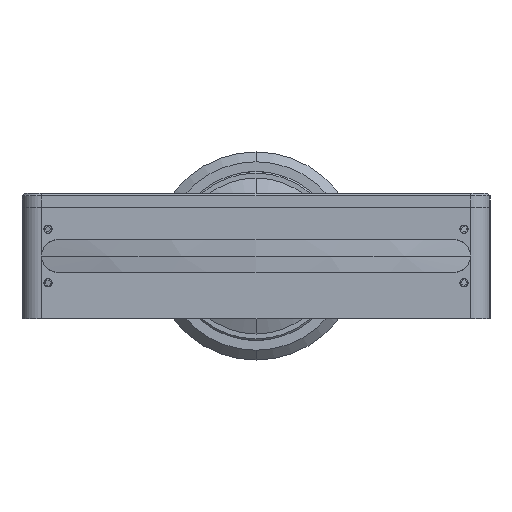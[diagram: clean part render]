
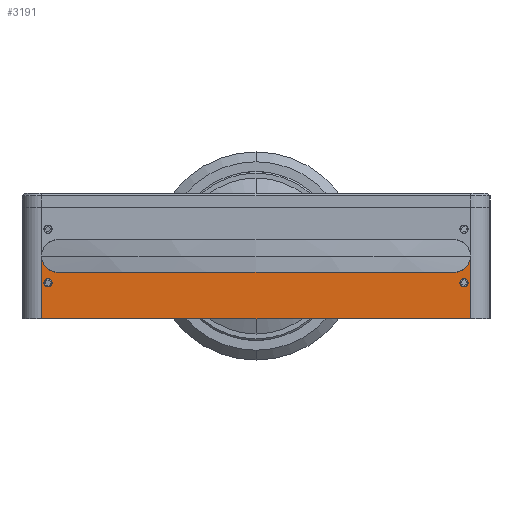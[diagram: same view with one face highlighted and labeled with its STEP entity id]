
A CAD part, front view. The second image highlights one B-rep face of the part: STEP entity #3191.
In plain terms, the highlighted planar face has unit normal (0, -1, 0).
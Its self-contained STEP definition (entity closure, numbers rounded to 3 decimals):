
#115 = DIRECTION ( 'NONE',  ( 0., 0., 1. ) ) ;
#594 = CIRCLE ( 'NONE', #10273, 5. ) ;
#776 = VECTOR ( 'NONE', #10343, 1000. ) ;
#888 = CARTESIAN_POINT ( 'NONE',  ( 66., -383.78, 0. ) ) ;
#1473 = CARTESIAN_POINT ( 'NONE',  ( -64., -383.78, -8.25 ) ) ;
#1495 = CARTESIAN_POINT ( 'NONE',  ( -64., -383.78, -9.5 ) ) ;
#1625 = CARTESIAN_POINT ( 'NONE',  ( -66., -383.78, -19.25 ) ) ;
#1778 = ORIENTED_EDGE ( 'NONE', *, *, #2901, .F. ) ;
#2183 = FACE_BOUND ( 'NONE', #16792, .T. ) ;
#2288 = AXIS2_PLACEMENT_3D ( 'NONE', #18514, #9310, #115 ) ;
#2503 = CIRCLE ( 'NONE', #19885, 1.25 ) ;
#2777 = CARTESIAN_POINT ( 'NONE',  ( 66., -383.78, -19.25 ) ) ;
#2901 = EDGE_CURVE ( 'NONE', #15875, #4628, #4368, .T. ) ;
#3033 = DIRECTION ( 'NONE',  ( 0., 0., -1. ) ) ;
#3138 = CARTESIAN_POINT ( 'NONE',  ( 66., -383.78, 287.75 ) ) ;
#3174 = VERTEX_POINT ( 'NONE', #9853 ) ;
#3191 = ADVANCED_FACE ( 'NONE', ( #17078, #2183, #9406 ), #3720, .F. ) ;
#3432 = LINE ( 'NONE', #10753, #15227 ) ;
#3434 = DIRECTION ( 'NONE',  ( 0., -1., 0. ) ) ;
#3720 = PLANE ( 'NONE',  #14305 ) ;
#3779 = CARTESIAN_POINT ( 'NONE',  ( 66., -383.78, 287.75 ) ) ;
#3893 = ORIENTED_EDGE ( 'NONE', *, *, #9593, .T. ) ;
#4103 = CARTESIAN_POINT ( 'NONE',  ( 64., -383.78, -8.25 ) ) ;
#4368 = CIRCLE ( 'NONE', #2288, 5. ) ;
#4628 = VERTEX_POINT ( 'NONE', #888 ) ;
#4764 = VERTEX_POINT ( 'NONE', #5900 ) ;
#4769 = EDGE_CURVE ( 'NONE', #4942, #10077, #12034, .T. ) ;
#4942 = VERTEX_POINT ( 'NONE', #1625 ) ;
#5132 = AXIS2_PLACEMENT_3D ( 'NONE', #1473, #12241, #3033 ) ;
#5305 = ORIENTED_EDGE ( 'NONE', *, *, #4769, .T. ) ;
#5349 = DIRECTION ( 'NONE',  ( 0., 0., 1. ) ) ;
#5595 = DIRECTION ( 'NONE',  ( 0., -1., 0. ) ) ;
#5596 = AXIS2_PLACEMENT_3D ( 'NONE', #4103, #14885, #5670 ) ;
#5651 = VECTOR ( 'NONE', #15437, 1000. ) ;
#5670 = DIRECTION ( 'NONE',  ( 0., 0., -1. ) ) ;
#5900 = CARTESIAN_POINT ( 'NONE',  ( -66., -383.78, 0. ) ) ;
#6467 = ORIENTED_EDGE ( 'NONE', *, *, #8921, .F. ) ;
#6773 = EDGE_CURVE ( 'NONE', #3174, #10797, #18184, .T. ) ;
#6991 = CARTESIAN_POINT ( 'NONE',  ( 66., -383.78, -19.25 ) ) ;
#7227 = EDGE_LOOP ( 'NONE', ( #19479, #1778, #14974, #7453, #3893, #5305 ) ) ;
#7453 = ORIENTED_EDGE ( 'NONE', *, *, #9009, .F. ) ;
#7457 = DIRECTION ( 'NONE',  ( 1., 0., 0. ) ) ;
#7991 = VECTOR ( 'NONE', #7457, 1000. ) ;
#8726 = ORIENTED_EDGE ( 'NONE', *, *, #15220, .F. ) ;
#8790 = CARTESIAN_POINT ( 'NONE',  ( 64., -383.78, -9.5 ) ) ;
#8921 = EDGE_CURVE ( 'NONE', #10797, #3174, #2503, .T. ) ;
#8931 = EDGE_LOOP ( 'NONE', ( #6467, #19605 ) ) ;
#8961 = LINE ( 'NONE', #19505, #776 ) ;
#8971 = DIRECTION ( 'NONE',  ( 0., -1., 0. ) ) ;
#9009 = EDGE_CURVE ( 'NONE', #4764, #9794, #594, .T. ) ;
#9310 = DIRECTION ( 'NONE',  ( 0., -1., 0. ) ) ;
#9406 = FACE_BOUND ( 'NONE', #8931, .T. ) ;
#9593 = EDGE_CURVE ( 'NONE', #4764, #4942, #8961, .T. ) ;
#9794 = VERTEX_POINT ( 'NONE', #18523 ) ;
#9853 = CARTESIAN_POINT ( 'NONE',  ( 64., -383.78, -7. ) ) ;
#10077 = VERTEX_POINT ( 'NONE', #6991 ) ;
#10273 = AXIS2_PLACEMENT_3D ( 'NONE', #14814, #5595, #16318 ) ;
#10343 = DIRECTION ( 'NONE',  ( 0., 0., -1. ) ) ;
#10753 = CARTESIAN_POINT ( 'NONE',  ( -61., -383.78, -5. ) ) ;
#10797 = VERTEX_POINT ( 'NONE', #8790 ) ;
#11173 = EDGE_CURVE ( 'NONE', #9794, #15875, #3432, .T. ) ;
#11619 = CIRCLE ( 'NONE', #17524, 1.25 ) ;
#12034 = LINE ( 'NONE', #2777, #7991 ) ;
#12241 = DIRECTION ( 'NONE',  ( 0., -1., 0. ) ) ;
#12644 = CARTESIAN_POINT ( 'NONE',  ( 64., -383.78, -8.25 ) ) ;
#13399 = VERTEX_POINT ( 'NONE', #1495 ) ;
#13588 = CARTESIAN_POINT ( 'NONE',  ( -64., -383.78, -7. ) ) ;
#13856 = CIRCLE ( 'NONE', #5132, 1.25 ) ;
#14223 = DIRECTION ( 'NONE',  ( 0., 0., -1. ) ) ;
#14305 = AXIS2_PLACEMENT_3D ( 'NONE', #3779, #14581, #5349 ) ;
#14423 = EDGE_CURVE ( 'NONE', #4628, #10077, #17900, .T. ) ;
#14581 = DIRECTION ( 'NONE',  ( 0., 1., 0. ) ) ;
#14814 = CARTESIAN_POINT ( 'NONE',  ( -61., -383.78, 0. ) ) ;
#14885 = DIRECTION ( 'NONE',  ( 0., -1., 0. ) ) ;
#14974 = ORIENTED_EDGE ( 'NONE', *, *, #11173, .F. ) ;
#15146 = VERTEX_POINT ( 'NONE', #13588 ) ;
#15220 = EDGE_CURVE ( 'NONE', #15146, #13399, #13856, .T. ) ;
#15227 = VECTOR ( 'NONE', #16969, 1000. ) ;
#15269 = ORIENTED_EDGE ( 'NONE', *, *, #19407, .F. ) ;
#15437 = DIRECTION ( 'NONE',  ( 0., 0., -1. ) ) ;
#15489 = CARTESIAN_POINT ( 'NONE',  ( 61., -383.78, -5. ) ) ;
#15875 = VERTEX_POINT ( 'NONE', #15489 ) ;
#16318 = DIRECTION ( 'NONE',  ( 0., 0., 1. ) ) ;
#16792 = EDGE_LOOP ( 'NONE', ( #15269, #8726 ) ) ;
#16969 = DIRECTION ( 'NONE',  ( 1., 0., 0. ) ) ;
#17078 = FACE_OUTER_BOUND ( 'NONE', #7227, .T. ) ;
#17524 = AXIS2_PLACEMENT_3D ( 'NONE', #18167, #8971, #19674 ) ;
#17900 = LINE ( 'NONE', #3138, #5651 ) ;
#18167 = CARTESIAN_POINT ( 'NONE',  ( -64., -383.78, -8.25 ) ) ;
#18184 = CIRCLE ( 'NONE', #5596, 1.25 ) ;
#18514 = CARTESIAN_POINT ( 'NONE',  ( 61., -383.78, 0. ) ) ;
#18523 = CARTESIAN_POINT ( 'NONE',  ( -61., -383.78, -5. ) ) ;
#19407 = EDGE_CURVE ( 'NONE', #13399, #15146, #11619, .T. ) ;
#19479 = ORIENTED_EDGE ( 'NONE', *, *, #14423, .F. ) ;
#19505 = CARTESIAN_POINT ( 'NONE',  ( -66., -383.78, 287.75 ) ) ;
#19605 = ORIENTED_EDGE ( 'NONE', *, *, #6773, .F. ) ;
#19674 = DIRECTION ( 'NONE',  ( 0., 0., -1. ) ) ;
#19885 = AXIS2_PLACEMENT_3D ( 'NONE', #12644, #3434, #14223 ) ;
